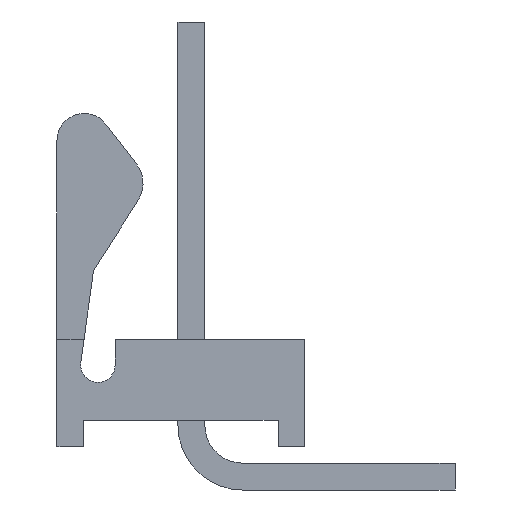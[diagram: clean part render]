
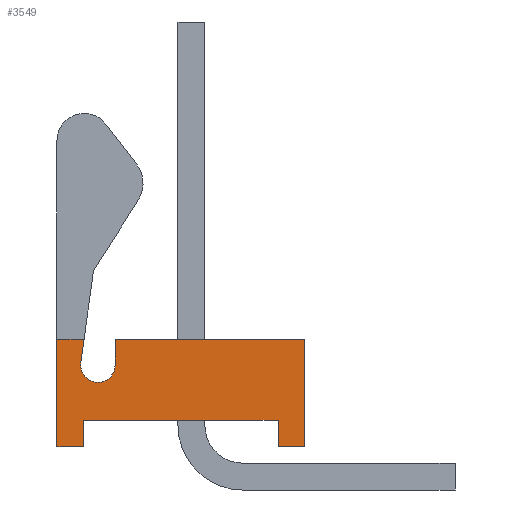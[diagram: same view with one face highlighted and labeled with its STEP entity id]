
A CAD part, left-side view. The second image highlights one B-rep face of the part: STEP entity #3549.
In plain terms, the highlighted planar face has unit normal (-1, 0, 0).
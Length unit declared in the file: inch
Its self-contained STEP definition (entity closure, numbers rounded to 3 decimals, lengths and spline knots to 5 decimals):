
#72=DIRECTION('',(0.,1.,0.));
#73=VECTOR('',#72,0.02516);
#74=CARTESIAN_POINT('',(-0.8,0.09984,0.));
#75=LINE('',#74,#73);
#76=DIRECTION('',(0.,0.137,-0.991));
#77=VECTOR('',#76,0.02202);
#78=CARTESIAN_POINT('',(-0.8,0.09984,0.));
#79=LINE('',#78,#77);
#80=CARTESIAN_POINT('',(-0.8,0.087,-0.024));
#81=DIRECTION('',(-1.,0.,0.));
#82=DIRECTION('',(0.,0.991,0.137));
#83=AXIS2_PLACEMENT_3D('',#80,#81,#82);
#85=DIRECTION('',(0.,0.,1.));
#86=VECTOR('',#85,0.024);
#87=CARTESIAN_POINT('',(-0.8,0.071,-0.024));
#88=LINE('',#87,#86);
#89=DIRECTION('',(0.,-1.,0.));
#90=VECTOR('',#89,0.176);
#91=CARTESIAN_POINT('',(-0.8,0.071,0.));
#92=LINE('',#91,#90);
#93=DIRECTION('',(0.,0.,-1.));
#94=VECTOR('',#93,0.1);
#95=CARTESIAN_POINT('',(-0.8,-0.105,0.));
#96=LINE('',#95,#94);
#97=DIRECTION('',(0.,1.,0.));
#98=VECTOR('',#97,0.0245);
#99=CARTESIAN_POINT('',(-0.8,-0.105,-0.1));
#100=LINE('',#99,#98);
#101=DIRECTION('',(0.,0.,1.));
#102=VECTOR('',#101,0.025);
#103=CARTESIAN_POINT('',(-0.8,-0.0805,-0.1));
#104=LINE('',#103,#102);
#105=DIRECTION('',(0.,1.,0.));
#106=VECTOR('',#105,0.181);
#107=CARTESIAN_POINT('',(-0.8,-0.0805,-0.075));
#108=LINE('',#107,#106);
#109=DIRECTION('',(0.,0.,-1.));
#110=VECTOR('',#109,0.025);
#111=CARTESIAN_POINT('',(-0.8,0.1005,-0.075));
#112=LINE('',#111,#110);
#113=DIRECTION('',(0.,1.,0.));
#114=VECTOR('',#113,0.0245);
#115=CARTESIAN_POINT('',(-0.8,0.1005,-0.1));
#116=LINE('',#115,#114);
#117=DIRECTION('',(0.,0.,1.));
#118=VECTOR('',#117,0.1);
#119=CARTESIAN_POINT('',(-0.8,0.125,-0.1));
#120=LINE('',#119,#118);
#2674=CARTESIAN_POINT('',(-0.8,0.10285,-0.02181));
#2675=CARTESIAN_POINT('',(-0.8,0.071,-0.024));
#2676=VERTEX_POINT('',#2674);
#2677=VERTEX_POINT('',#2675);
#2678=CARTESIAN_POINT('',(-0.8,0.071,0.));
#2679=VERTEX_POINT('',#2678);
#2680=CARTESIAN_POINT('',(-0.8,-0.105,0.));
#2681=VERTEX_POINT('',#2680);
#2682=CARTESIAN_POINT('',(-0.8,-0.105,-0.1));
#2683=VERTEX_POINT('',#2682);
#2684=CARTESIAN_POINT('',(-0.8,-0.0805,-0.1));
#2685=VERTEX_POINT('',#2684);
#2686=CARTESIAN_POINT('',(-0.8,-0.0805,-0.075));
#2687=VERTEX_POINT('',#2686);
#2688=CARTESIAN_POINT('',(-0.8,0.1005,-0.075));
#2689=VERTEX_POINT('',#2688);
#2690=CARTESIAN_POINT('',(-0.8,0.1005,-0.1));
#2691=VERTEX_POINT('',#2690);
#2692=CARTESIAN_POINT('',(-0.8,0.125,-0.1));
#2693=VERTEX_POINT('',#2692);
#2742=CARTESIAN_POINT('',(-0.8,0.09984,0.));
#2743=CARTESIAN_POINT('',(-0.8,0.125,0.));
#2744=VERTEX_POINT('',#2742);
#2745=VERTEX_POINT('',#2743);
#3518=CARTESIAN_POINT('',(-0.8,0.,0.));
#3519=DIRECTION('',(1.,0.,0.));
#3520=DIRECTION('',(0.,-1.,0.));
#3521=AXIS2_PLACEMENT_3D('',#3518,#3519,#3520);
#3522=PLANE('',#3521);
#3524=ORIENTED_EDGE('',*,*,#3523,.F.);
#3526=ORIENTED_EDGE('',*,*,#3525,.T.);
#3528=ORIENTED_EDGE('',*,*,#3527,.T.);
#3530=ORIENTED_EDGE('',*,*,#3529,.T.);
#3532=ORIENTED_EDGE('',*,*,#3531,.T.);
#3534=ORIENTED_EDGE('',*,*,#3533,.T.);
#3536=ORIENTED_EDGE('',*,*,#3535,.T.);
#3538=ORIENTED_EDGE('',*,*,#3537,.T.);
#3540=ORIENTED_EDGE('',*,*,#3539,.T.);
#3542=ORIENTED_EDGE('',*,*,#3541,.T.);
#3544=ORIENTED_EDGE('',*,*,#3543,.T.);
#3546=ORIENTED_EDGE('',*,*,#3545,.T.);
#3547=EDGE_LOOP('',(#3524,#3526,#3528,#3530,#3532,#3534,#3536,#3538,#3540,#3542,
#3544,#3546));
#3548=FACE_OUTER_BOUND('',#3547,.F.);
#3549=ADVANCED_FACE('',(#3548),#3522,.F.);
#84=CIRCLE('',#83,0.016);
#3523=EDGE_CURVE('',#2744,#2745,#75,.T.);
#3525=EDGE_CURVE('',#2744,#2676,#79,.T.);
#3527=EDGE_CURVE('',#2676,#2677,#84,.T.);
#3529=EDGE_CURVE('',#2677,#2679,#88,.T.);
#3531=EDGE_CURVE('',#2679,#2681,#92,.T.);
#3533=EDGE_CURVE('',#2681,#2683,#96,.T.);
#3535=EDGE_CURVE('',#2683,#2685,#100,.T.);
#3537=EDGE_CURVE('',#2685,#2687,#104,.T.);
#3539=EDGE_CURVE('',#2687,#2689,#108,.T.);
#3541=EDGE_CURVE('',#2689,#2691,#112,.T.);
#3543=EDGE_CURVE('',#2691,#2693,#116,.T.);
#3545=EDGE_CURVE('',#2693,#2745,#120,.T.);
